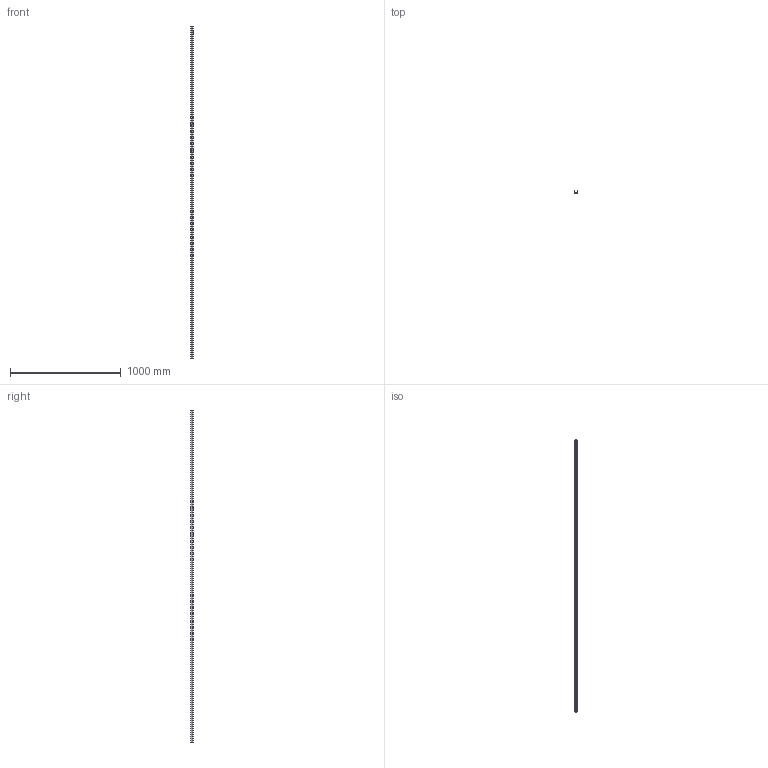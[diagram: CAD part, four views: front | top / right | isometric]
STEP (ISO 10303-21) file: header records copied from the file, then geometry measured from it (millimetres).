
FILE_DESCRIPTION (( 'STEP AP214' ), '1' );
FILE_NAME ('05339-Track For Bottom Guide Galvanised 3M.STEP', '2018-11-29T19:47:21', ( '' ), ( '' ), 'SwSTEP 2.0', 'SolidWorks 2018', '' );
FILE_SCHEMA (( 'AUTOMOTIVE_DESIGN' ));
Length unit declared in the file: millimetre
Products named in the file (2): 05339-Track For Bottom Guide Galvanised 3M
Bounding box: 25 x 25 x 3000 mm (x, y, z)
Volume: 410540.5 mm3; surface area: 422877.8 mm2
Topology: 1 solids, 1 shells, 285 faces, 774 edges, 516 vertices
Faces by surface type: plane 159, bspline 122, cylinder 4
Entity records: 15929 total; most frequent: CARTESIAN_POINT 9515, ORIENTED_EDGE 1548, DIRECTION 868, EDGE_CURVE 774, LINE 522, VECTOR 522, VERTEX_POINT 516, EDGE_LOOP 310
